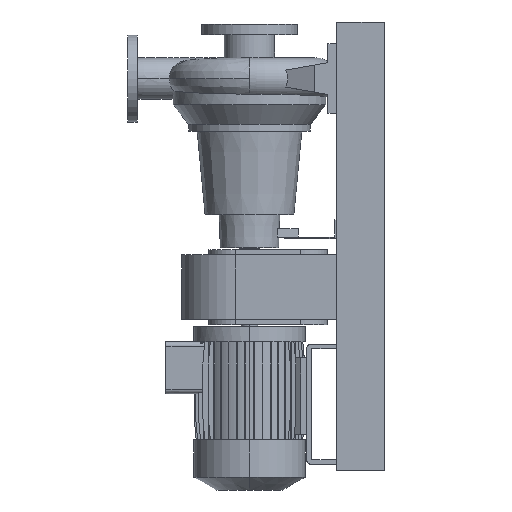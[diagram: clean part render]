
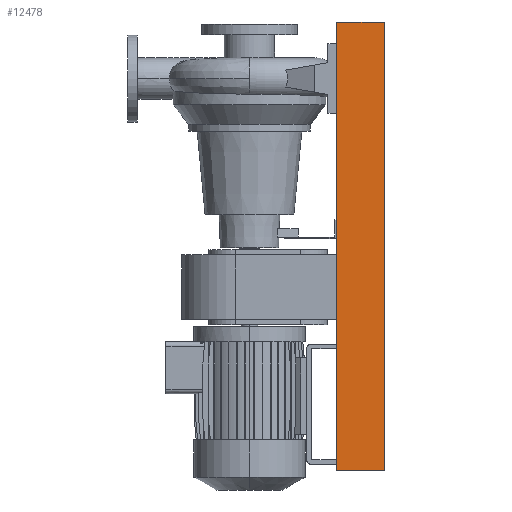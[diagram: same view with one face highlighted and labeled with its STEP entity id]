
A CAD part, left-side view. The second image highlights one B-rep face of the part: STEP entity #12478.
In plain terms, the highlighted planar face has unit normal (-1, 0, 0).
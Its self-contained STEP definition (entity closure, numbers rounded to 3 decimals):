
#953 = VERTEX_POINT ( 'NONE', #9451 ) ;
#1020 = EDGE_CURVE ( 'NONE', #11792, #953, #1107, .T. ) ;
#1107 = LINE ( 'NONE', #10772, #13954 ) ;
#2392 = ORIENTED_EDGE ( 'NONE', *, *, #15694, .T. ) ;
#3124 = PLANE ( 'NONE',  #15032 ) ;
#3154 = VECTOR ( 'NONE', #13044, 1000. ) ;
#3441 = FACE_OUTER_BOUND ( 'NONE', #13999, .T. ) ;
#3709 = VERTEX_POINT ( 'NONE', #14159 ) ;
#4583 = CARTESIAN_POINT ( 'NONE',  ( -200., -55., -515. ) ) ;
#4797 = CARTESIAN_POINT ( 'NONE',  ( -200., -55., -515. ) ) ;
#6155 = LINE ( 'NONE', #19325, #6433 ) ;
#6402 = CARTESIAN_POINT ( 'NONE',  ( -200., -55., 515. ) ) ;
#6433 = VECTOR ( 'NONE', #12740, 1000. ) ;
#8295 = DIRECTION ( 'NONE',  ( 0., 0., 1. ) ) ;
#8481 = DIRECTION ( 'NONE',  ( 0., -1., 0. ) ) ;
#8562 = ORIENTED_EDGE ( 'NONE', *, *, #1020, .F. ) ;
#9451 = CARTESIAN_POINT ( 'NONE',  ( -200., 55., 515. ) ) ;
#9824 = CARTESIAN_POINT ( 'NONE',  ( -200., -55., -515. ) ) ;
#10772 = CARTESIAN_POINT ( 'NONE',  ( -200., 55., -515. ) ) ;
#10954 = CARTESIAN_POINT ( 'NONE',  ( -200., 55., -515. ) ) ;
#11178 = VECTOR ( 'NONE', #8481, 1000. ) ;
#11291 = EDGE_CURVE ( 'NONE', #11792, #19494, #6155, .T. ) ;
#11584 = DIRECTION ( 'NONE',  ( -1., 0., 0. ) ) ;
#11634 = ORIENTED_EDGE ( 'NONE', *, *, #12747, .F. ) ;
#11669 = LINE ( 'NONE', #6402, #11178 ) ;
#11792 = VERTEX_POINT ( 'NONE', #10954 ) ;
#12478 = ADVANCED_FACE ( 'NONE', ( #3441 ), #3124, .T. ) ;
#12740 = DIRECTION ( 'NONE',  ( 0., -1., 0. ) ) ;
#12747 = EDGE_CURVE ( 'NONE', #953, #3709, #11669, .T. ) ;
#13044 = DIRECTION ( 'NONE',  ( 0., 0., 1. ) ) ;
#13954 = VECTOR ( 'NONE', #17692, 1000. ) ;
#13999 = EDGE_LOOP ( 'NONE', ( #11634, #8562, #20951, #2392 ) ) ;
#14159 = CARTESIAN_POINT ( 'NONE',  ( -200., -55., 515. ) ) ;
#15032 = AXIS2_PLACEMENT_3D ( 'NONE', #9824, #11584, #8295 ) ;
#15694 = EDGE_CURVE ( 'NONE', #19494, #3709, #16438, .T. ) ;
#16438 = LINE ( 'NONE', #4797, #3154 ) ;
#17692 = DIRECTION ( 'NONE',  ( 0., 0., 1. ) ) ;
#19325 = CARTESIAN_POINT ( 'NONE',  ( -200., -55., -515. ) ) ;
#19494 = VERTEX_POINT ( 'NONE', #4583 ) ;
#20951 = ORIENTED_EDGE ( 'NONE', *, *, #11291, .T. ) ;
